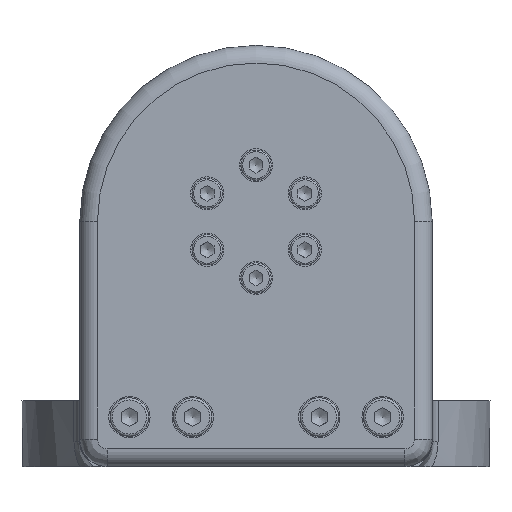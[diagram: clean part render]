
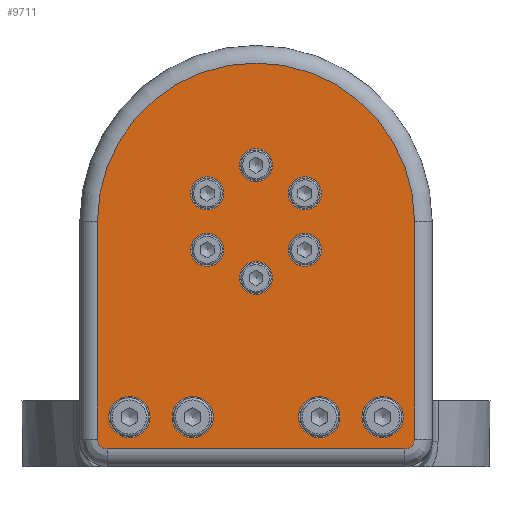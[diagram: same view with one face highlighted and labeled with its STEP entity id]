
A CAD part, front view. The second image highlights one B-rep face of the part: STEP entity #9711.
In plain terms, the highlighted planar face has unit normal (0, -1, 0).
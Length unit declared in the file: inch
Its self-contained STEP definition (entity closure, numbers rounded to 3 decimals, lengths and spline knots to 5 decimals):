
#306=FACE_BOUND('',#2592,.T.);
#307=FACE_BOUND('',#2593,.T.);
#308=FACE_BOUND('',#2594,.T.);
#309=FACE_BOUND('',#2595,.T.);
#310=FACE_BOUND('',#2596,.T.);
#311=FACE_BOUND('',#2597,.T.);
#312=FACE_BOUND('',#2598,.T.);
#313=FACE_BOUND('',#2599,.T.);
#314=FACE_BOUND('',#2600,.T.);
#315=FACE_BOUND('',#2601,.T.);
#858=PLANE('',#10392);
#1911=FACE_OUTER_BOUND('',#2591,.T.);
#2591=EDGE_LOOP('',(#8358,#8359,#8360,#8361,#8362,#8363));
#2592=EDGE_LOOP('',(#8364));
#2593=EDGE_LOOP('',(#8365));
#2594=EDGE_LOOP('',(#8366));
#2595=EDGE_LOOP('',(#8367));
#2596=EDGE_LOOP('',(#8368));
#2597=EDGE_LOOP('',(#8369));
#2598=EDGE_LOOP('',(#8370));
#2599=EDGE_LOOP('',(#8371));
#2600=EDGE_LOOP('',(#8372));
#2601=EDGE_LOOP('',(#8373));
#3337=LINE('',#19046,#3951);
#3338=LINE('',#19062,#3952);
#3339=LINE('',#19070,#3953);
#3951=VECTOR('',#12177,0.3937);
#3952=VECTOR('',#12186,0.3937);
#3953=VECTOR('',#12197,0.3937);
#4197=CIRCLE('',#10337,0.11811);
#4199=CIRCLE('',#10341,0.11811);
#4201=CIRCLE('',#10345,0.11811);
#4203=CIRCLE('',#10349,0.11811);
#4205=CIRCLE('',#10353,0.11811);
#4207=CIRCLE('',#10357,0.11811);
#4210=CIRCLE('',#10362,0.14764);
#4212=CIRCLE('',#10366,0.14764);
#4215=CIRCLE('',#10371,0.14764);
#4217=CIRCLE('',#10375,0.14764);
#4219=CIRCLE('',#10377,0.07087);
#4223=CIRCLE('',#10382,0.07087);
#4227=CIRCLE('',#10388,1.13386);
#4965=VERTEX_POINT('',#18968);
#4967=VERTEX_POINT('',#18974);
#4969=VERTEX_POINT('',#18980);
#4971=VERTEX_POINT('',#18986);
#4973=VERTEX_POINT('',#18992);
#4975=VERTEX_POINT('',#18998);
#4978=VERTEX_POINT('',#19006);
#4980=VERTEX_POINT('',#19012);
#4983=VERTEX_POINT('',#19020);
#4985=VERTEX_POINT('',#19026);
#4986=VERTEX_POINT('',#19037);
#4987=VERTEX_POINT('',#19039);
#4988=VERTEX_POINT('',#19043);
#4989=VERTEX_POINT('',#19056);
#4990=VERTEX_POINT('',#19060);
#4991=VERTEX_POINT('',#19064);
#6114=EDGE_CURVE('',#4965,#4965,#4197,.T.);
#6116=EDGE_CURVE('',#4967,#4967,#4199,.T.);
#6118=EDGE_CURVE('',#4969,#4969,#4201,.T.);
#6120=EDGE_CURVE('',#4971,#4971,#4203,.T.);
#6122=EDGE_CURVE('',#4973,#4973,#4205,.T.);
#6124=EDGE_CURVE('',#4975,#4975,#4207,.T.);
#6127=EDGE_CURVE('',#4978,#4978,#4210,.T.);
#6129=EDGE_CURVE('',#4980,#4980,#4212,.T.);
#6132=EDGE_CURVE('',#4983,#4983,#4215,.T.);
#6134=EDGE_CURVE('',#4985,#4985,#4217,.T.);
#6136=EDGE_CURVE('',#4986,#4987,#4219,.T.);
#6140=EDGE_CURVE('',#4987,#4988,#3337,.T.);
#6142=EDGE_CURVE('',#4988,#4989,#4223,.T.);
#6144=EDGE_CURVE('',#4989,#4990,#3338,.T.);
#6147=EDGE_CURVE('',#4990,#4991,#4227,.T.);
#6148=EDGE_CURVE('',#4991,#4986,#3339,.T.);
#8358=ORIENTED_EDGE('',*,*,#6136,.F.);
#8359=ORIENTED_EDGE('',*,*,#6148,.F.);
#8360=ORIENTED_EDGE('',*,*,#6147,.F.);
#8361=ORIENTED_EDGE('',*,*,#6144,.F.);
#8362=ORIENTED_EDGE('',*,*,#6142,.F.);
#8363=ORIENTED_EDGE('',*,*,#6140,.F.);
#8364=ORIENTED_EDGE('',*,*,#6114,.T.);
#8365=ORIENTED_EDGE('',*,*,#6116,.T.);
#8366=ORIENTED_EDGE('',*,*,#6118,.T.);
#8367=ORIENTED_EDGE('',*,*,#6120,.T.);
#8368=ORIENTED_EDGE('',*,*,#6122,.T.);
#8369=ORIENTED_EDGE('',*,*,#6124,.T.);
#8370=ORIENTED_EDGE('',*,*,#6127,.T.);
#8371=ORIENTED_EDGE('',*,*,#6129,.T.);
#8372=ORIENTED_EDGE('',*,*,#6132,.T.);
#8373=ORIENTED_EDGE('',*,*,#6134,.T.);
#9711=ADVANCED_FACE('',(#1911,#306,#307,#308,#309,#310,#311,#312,#313,#314,
#315),#858,.T.);
#10337=AXIS2_PLACEMENT_3D('',#18969,#12088,#12089);
#10341=AXIS2_PLACEMENT_3D('',#18975,#12096,#12097);
#10345=AXIS2_PLACEMENT_3D('',#18981,#12104,#12105);
#10349=AXIS2_PLACEMENT_3D('',#18987,#12112,#12113);
#10353=AXIS2_PLACEMENT_3D('',#18993,#12120,#12121);
#10357=AXIS2_PLACEMENT_3D('',#18999,#12128,#12129);
#10362=AXIS2_PLACEMENT_3D('',#19007,#12138,#12139);
#10366=AXIS2_PLACEMENT_3D('',#19013,#12146,#12147);
#10371=AXIS2_PLACEMENT_3D('',#19021,#12156,#12157);
#10375=AXIS2_PLACEMENT_3D('',#19027,#12164,#12165);
#10377=AXIS2_PLACEMENT_3D('',#19040,#12168,#12169);
#10382=AXIS2_PLACEMENT_3D('',#19058,#12180,#12181);
#10388=AXIS2_PLACEMENT_3D('',#19068,#12193,#12194);
#10392=AXIS2_PLACEMENT_3D('',#19075,#12204,#12205);
#12088=DIRECTION('center_axis',(0.,1.,0.));
#12089=DIRECTION('ref_axis',(0.5,0.,-0.866));
#12096=DIRECTION('center_axis',(0.,1.,0.));
#12097=DIRECTION('ref_axis',(-0.5,0.,-0.866));
#12104=DIRECTION('center_axis',(0.,1.,0.));
#12105=DIRECTION('ref_axis',(-1.,0.,0.));
#12112=DIRECTION('center_axis',(0.,1.,0.));
#12113=DIRECTION('ref_axis',(-0.5,0.,0.866));
#12120=DIRECTION('center_axis',(0.,1.,0.));
#12121=DIRECTION('ref_axis',(0.5,0.,0.866));
#12128=DIRECTION('center_axis',(0.,1.,0.));
#12129=DIRECTION('ref_axis',(1.,0.,0.));
#12138=DIRECTION('center_axis',(0.,1.,0.));
#12139=DIRECTION('ref_axis',(1.,0.,0.));
#12146=DIRECTION('center_axis',(0.,1.,0.));
#12147=DIRECTION('ref_axis',(1.,0.,0.));
#12156=DIRECTION('center_axis',(0.,1.,0.));
#12157=DIRECTION('ref_axis',(1.,0.,0.));
#12164=DIRECTION('center_axis',(0.,1.,0.));
#12165=DIRECTION('ref_axis',(1.,0.,0.));
#12168=DIRECTION('center_axis',(0.,1.,0.));
#12169=DIRECTION('ref_axis',(0.707,0.,-0.707));
#12177=DIRECTION('',(-1.,0.,0.));
#12180=DIRECTION('center_axis',(0.,1.,0.));
#12181=DIRECTION('ref_axis',(-0.707,0.,-0.707));
#12186=DIRECTION('',(0.,0.,1.));
#12193=DIRECTION('center_axis',(0.,1.,0.));
#12194=DIRECTION('ref_axis',(0.,0.,
1.));
#12197=DIRECTION('',(0.,0.,-1.));
#12204=DIRECTION('center_axis',(0.,-1.,0.));
#12205=DIRECTION('ref_axis',(1.,0.,0.));
#18968=CARTESIAN_POINT('',(1.89656,6.6921,5.50774));
#18969=CARTESIAN_POINT('Origin',(1.8375,6.6921,5.61002));
#18974=CARTESIAN_POINT('',(1.77845,6.6921,5.10419));
#18975=CARTESIAN_POINT('Origin',(1.8375,6.6921,5.20648));
#18980=CARTESIAN_POINT('',(1.36991,6.6921,5.00471));
#18981=CARTESIAN_POINT('Origin',(1.48803,6.6921,5.00471));
#18986=CARTESIAN_POINT('',(1.07949,6.6921,5.30877));
#18987=CARTESIAN_POINT('Origin',(1.13855,6.6921,5.20648));
#18992=CARTESIAN_POINT('',(1.1976,6.6921,5.71231));
#18993=CARTESIAN_POINT('Origin',(1.13855,6.6921,5.61002));
#18998=CARTESIAN_POINT('',(1.60614,6.6921,5.81179));
#18999=CARTESIAN_POINT('Origin',(1.48803,6.6921,5.81179));
#19006=CARTESIAN_POINT('',(2.54117,6.6921,4.01061));
#19007=CARTESIAN_POINT('Origin',(2.39354,6.6921,4.01061));
#19012=CARTESIAN_POINT('',(2.08842,6.6921,4.01061));
#19013=CARTESIAN_POINT('Origin',(1.94078,6.6921,4.01061));
#19020=CARTESIAN_POINT('',(1.18291,6.6921,4.01061));
#19021=CARTESIAN_POINT('Origin',(1.03527,6.6921,4.01061));
#19026=CARTESIAN_POINT('',(0.73015,6.6921,4.01061));
#19027=CARTESIAN_POINT('Origin',(0.58251,6.6921,4.01061));
#19037=CARTESIAN_POINT('',(2.62188,6.6921,3.85313));
#19039=CARTESIAN_POINT('',(2.55102,6.6921,3.78227));
#19040=CARTESIAN_POINT('Origin',(2.55102,6.6921,3.85313));
#19043=CARTESIAN_POINT('',(0.42503,6.6921,3.78227));
#19046=CARTESIAN_POINT('',(0.8581,6.6921,3.78227));
#19056=CARTESIAN_POINT('',(0.35417,6.6921,3.85313));
#19058=CARTESIAN_POINT('Origin',(0.42503,6.6921,3.85313));
#19060=CARTESIAN_POINT('',(0.35417,6.6921,5.40825));
#19062=CARTESIAN_POINT('',(0.35417,6.6921,5.1245));
#19064=CARTESIAN_POINT('',(2.62188,6.6921,5.40825));
#19068=CARTESIAN_POINT('Origin',(1.48803,6.6921,5.40825));
#19070=CARTESIAN_POINT('',(2.62188,6.6921,4.24852));
#19075=CARTESIAN_POINT('Origin',(1.48803,6.6921,4.84075));
